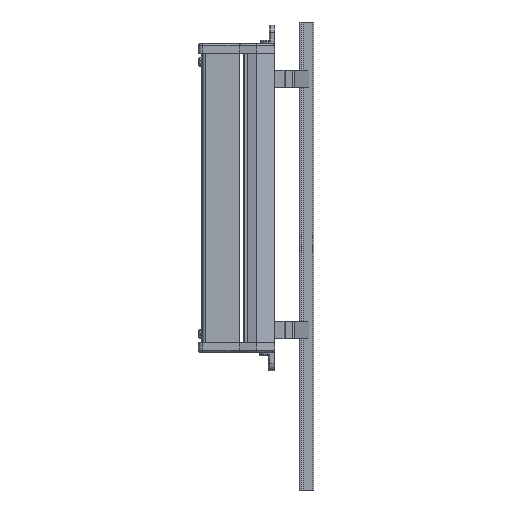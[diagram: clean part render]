
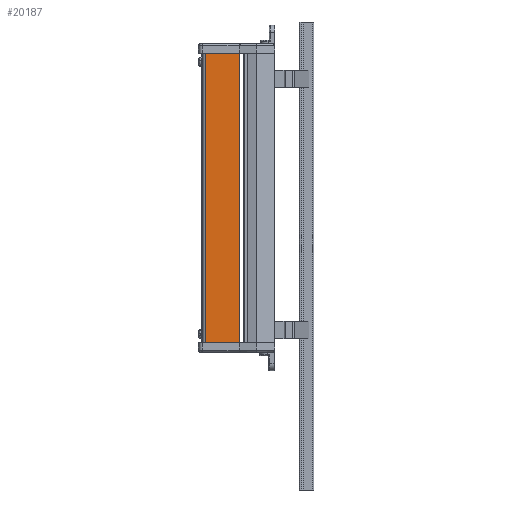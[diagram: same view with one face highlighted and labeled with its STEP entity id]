
A CAD part, left-side view. The second image highlights one B-rep face of the part: STEP entity #20187.
In plain terms, the highlighted face is planar.
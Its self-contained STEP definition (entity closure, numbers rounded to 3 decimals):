
#409 = DIRECTION ( 'NONE',  ( 0., 1., 0. ) ) ;
#644 = EDGE_CURVE ( 'NONE', #13995, #26135, #12884, .T. ) ;
#907 = ORIENTED_EDGE ( 'NONE', *, *, #7147, .F. ) ;
#3053 = EDGE_LOOP ( 'NONE', ( #7628, #907, #29061, #6075 ) ) ;
#3698 = VECTOR ( 'NONE', #15691, 1000. ) ;
#4626 = DIRECTION ( 'NONE',  ( 0., 0., 1. ) ) ;
#6075 = ORIENTED_EDGE ( 'NONE', *, *, #644, .T. ) ;
#7147 = EDGE_CURVE ( 'NONE', #19701, #26045, #32628, .T. ) ;
#7628 = ORIENTED_EDGE ( 'NONE', *, *, #21440, .T. ) ;
#7818 = CARTESIAN_POINT ( 'NONE',  ( 38.821, 26.415, 158. ) ) ;
#8266 = CARTESIAN_POINT ( 'NONE',  ( 38.821, 26.415, 158. ) ) ;
#8991 = VECTOR ( 'NONE', #31220, 1000. ) ;
#9936 = DIRECTION ( 'NONE',  ( -1., 0., 0. ) ) ;
#11174 = VECTOR ( 'NONE', #13627, 1000. ) ;
#11913 = EDGE_CURVE ( 'NONE', #13995, #19701, #26243, .T. ) ;
#12683 = CARTESIAN_POINT ( 'NONE',  ( 38.821, 26.415, 0. ) ) ;
#12884 = LINE ( 'NONE', #13394, #11174 ) ;
#13394 = CARTESIAN_POINT ( 'NONE',  ( 38.821, 8.215, 158. ) ) ;
#13627 = DIRECTION ( 'NONE',  ( 0., 0., -1. ) ) ;
#13995 = VERTEX_POINT ( 'NONE', #30494 ) ;
#14861 = LINE ( 'NONE', #15019, #8991 ) ;
#15019 = CARTESIAN_POINT ( 'NONE',  ( 38.821, 26.415, 0. ) ) ;
#15443 = PLANE ( 'NONE',  #27257 ) ;
#15691 = DIRECTION ( 'NONE',  ( 0., 0., -1. ) ) ;
#15729 = CARTESIAN_POINT ( 'NONE',  ( 38.821, 26.415, 158. ) ) ;
#17549 = FACE_OUTER_BOUND ( 'NONE', #3053, .T. ) ;
#17685 = CARTESIAN_POINT ( 'NONE',  ( 38.821, 26.415, 158. ) ) ;
#19701 = VERTEX_POINT ( 'NONE', #15729 ) ;
#20187 = ADVANCED_FACE ( 'NONE', ( #17549 ), #15443, .F. ) ;
#21000 = CARTESIAN_POINT ( 'NONE',  ( 38.821, 8.215, 0. ) ) ;
#21440 = EDGE_CURVE ( 'NONE', #26135, #26045, #14861, .T. ) ;
#26045 = VERTEX_POINT ( 'NONE', #12683 ) ;
#26135 = VERTEX_POINT ( 'NONE', #21000 ) ;
#26243 = LINE ( 'NONE', #8266, #29962 ) ;
#27257 = AXIS2_PLACEMENT_3D ( 'NONE', #17685, #9936, #4626 ) ;
#29061 = ORIENTED_EDGE ( 'NONE', *, *, #11913, .F. ) ;
#29962 = VECTOR ( 'NONE', #409, 1000. ) ;
#30494 = CARTESIAN_POINT ( 'NONE',  ( 38.821, 8.215, 158. ) ) ;
#31220 = DIRECTION ( 'NONE',  ( 0., 1., 0. ) ) ;
#32628 = LINE ( 'NONE', #7818, #3698 ) ;
